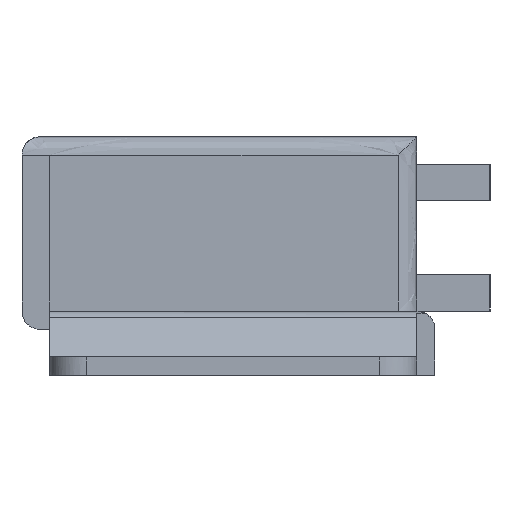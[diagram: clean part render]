
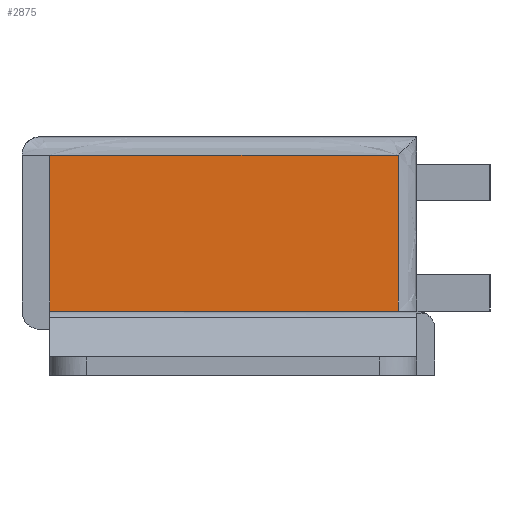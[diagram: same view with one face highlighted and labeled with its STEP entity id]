
A CAD part, left-side view. The second image highlights one B-rep face of the part: STEP entity #2875.
In plain terms, the highlighted free-form (B-spline) face has degree [1, 1] with [2, 2] control points.
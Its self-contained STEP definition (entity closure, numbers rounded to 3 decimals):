
#1009=CARTESIAN_POINT('',(-26.75,-19.0,12.));
#1010=VERTEX_POINT('',#1009);
#1024=CARTESIAN_POINT('',(-26.75,-19.0,3.5));
#1025=VERTEX_POINT('',#1024);
#1026=CARTESIAN_POINT('',(-26.75,-19.0,3.5));
#1027=CARTESIAN_POINT('',(-26.75,-19.0,12.));
#1028=QUASI_UNIFORM_CURVE('',1,(#1026,#1027),.UNSPECIFIED.,.F.,.U.);
#1029=EDGE_CURVE('',#1025,#1010,#1028,.T.);
#1093=CARTESIAN_POINT('',(-26.75,-0.01,12.));
#1094=VERTEX_POINT('',#1093);
#1100=CARTESIAN_POINT('',(-26.75,-19.0,12.));
#1101=CARTESIAN_POINT('',(-26.75,-0.01,12.));
#1102=QUASI_UNIFORM_CURVE('',1,(#1100,#1101),.UNSPECIFIED.,.F.,.U.);
#1103=EDGE_CURVE('',#1010,#1094,#1102,.T.);
#2725=CARTESIAN_POINT('',(-26.75,-0.01,3.5));
#2726=VERTEX_POINT('',#2725);
#2732=CARTESIAN_POINT('',(-26.75,-0.01,12.));
#2733=CARTESIAN_POINT('',(-26.75,-0.01,3.5));
#2734=QUASI_UNIFORM_CURVE('',1,(#2732,#2733),.UNSPECIFIED.,.F.,.U.);
#2735=EDGE_CURVE('',#1094,#2726,#2734,.T.);
#2788=CARTESIAN_POINT('',(-26.75,-0.01,3.5));
#2789=CARTESIAN_POINT('',(-26.75,-19.0,3.5));
#2790=QUASI_UNIFORM_CURVE('',1,(#2788,#2789),.UNSPECIFIED.,.F.,.U.);
#2791=EDGE_CURVE('',#2726,#1025,#2790,.T.);
#2864=CARTESIAN_POINT('',(-26.75,-19.949,3.075));
#2865=CARTESIAN_POINT('',(-26.75,-19.949,12.425));
#2866=CARTESIAN_POINT('',(-26.75,0.939,3.075));
#2867=CARTESIAN_POINT('',(-26.75,0.939,12.425));
#2868=B_SPLINE_SURFACE_WITH_KNOTS('',1,1,((#2864,#2866),(#2865,#2867)),.UNSPECIFIED.,.F.,.F.,.U.,(2,2),(2,2),(0.0,9.349),(0.0,20.887),.UNSPECIFIED.);
#2869=ORIENTED_EDGE('',*,*,#2791,.T.);
#2870=ORIENTED_EDGE('',*,*,#1029,.T.);
#2871=ORIENTED_EDGE('',*,*,#1103,.T.);
#2872=ORIENTED_EDGE('',*,*,#2735,.T.);
#2873=EDGE_LOOP('',(#2869,#2870,#2871,#2872));
#2874=FACE_OUTER_BOUND('',#2873,.T.);
#2875=ADVANCED_FACE('',(#2874),#2868,.T.);
